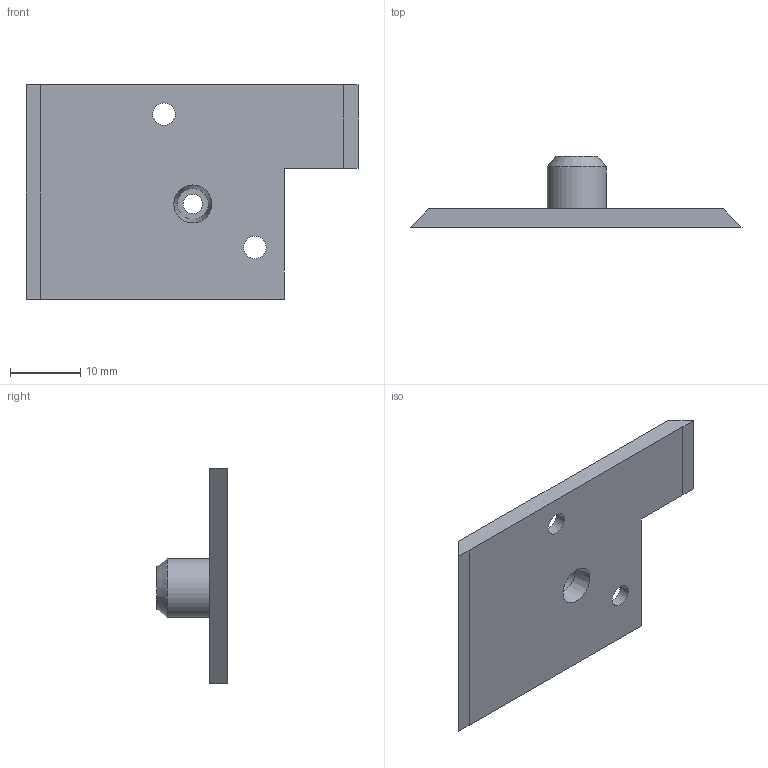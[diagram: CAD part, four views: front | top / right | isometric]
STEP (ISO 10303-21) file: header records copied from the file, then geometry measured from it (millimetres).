
FILE_DESCRIPTION(/* description */ (''),/* implementation_level */ '2;1');
FILE_NAME(/* name */ 'sensor cover.step',/* time_stamp */ '2019-03-25T10:41:00+01:00',/* author */ (''),/* organization */ (''),/* preprocessor_version */ 'ST-DEVELOPER v17.2',/* originating_system */ 'Autodesk Translation Framework v7.6.0.251',/* authorisation */ '');
FILE_SCHEMA (('AUTOMOTIVE_DESIGN { 1 0 10303 214 3 1 1 }'));
Length unit declared in the file: millimetre
Products named in the file (1): sensor cover
Bounding box: 47.23 x 10.1 x 30.5 mm (x, y, z)
Volume: 3245.3 mm3; surface area: 3142.4 mm2
Topology: 1 solids, 1 shells, 23 faces, 56 edges, 39 vertices
Faces by surface type: plane 14, cylinder 6, cone 3
Full cylindrical faces by diameter (mm): 3.2 x2, 4.4 x1, 6.2 x2, 8.4 x1
Entity records: 752 total; most frequent: DIRECTION 127, CARTESIAN_POINT 119, ORIENTED_EDGE 112, EDGE_CURVE 56, AXIS2_PLACEMENT_3D 47, VERTEX_POINT 39, EDGE_LOOP 33, LINE 33
